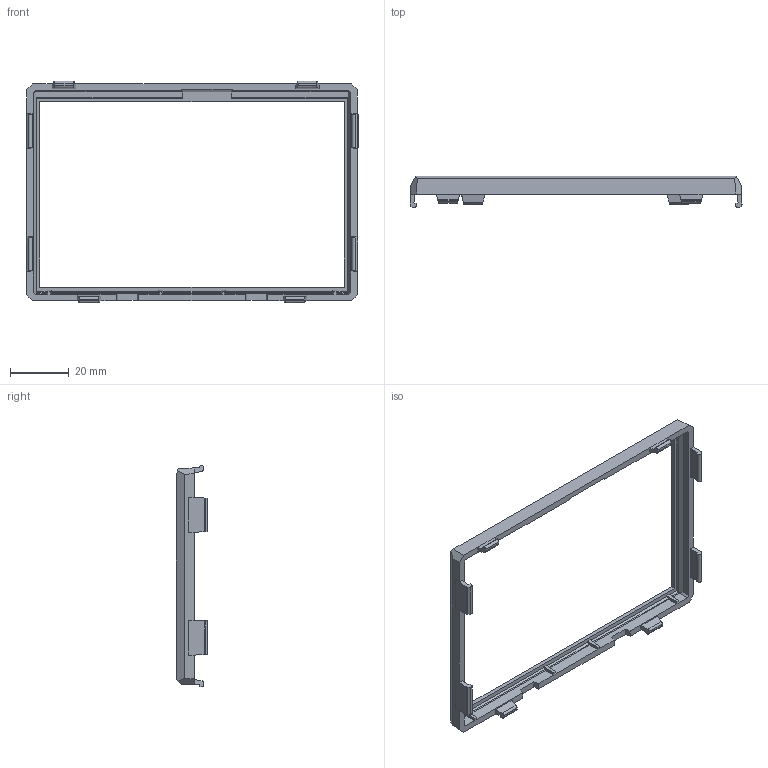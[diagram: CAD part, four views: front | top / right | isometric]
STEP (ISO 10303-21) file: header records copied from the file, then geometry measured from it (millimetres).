
FILE_DESCRIPTION (( 'STEP AP214' ), '1' );
FILE_NAME ('NTC-100093_PocketCHIP_Bezel_06-14-2016_r1.3.STEP', '2016-06-14T19:31:46', ( '' ), ( '' ), 'SwSTEP 2.0', 'SolidWorks 2015', '' );
FILE_SCHEMA (( 'AUTOMOTIVE_DESIGN' ));
Length unit declared in the file: millimetre
Products named in the file (1): NTC-100093_PocketCHIP_Bezel_06-14-2016_r1.3
Bounding box: 113.03 x 10.75 x 75.47 mm (x, y, z)
Volume: 6480.5 mm3; surface area: 7961.7 mm2
Topology: 1 solids, 1 shells, 175 faces, 499 edges, 326 vertices
Faces by surface type: plane 142, cylinder 24, bspline 9
Entity records: 5790 total; most frequent: CARTESIAN_POINT 1433, ORIENTED_EDGE 998, DIRECTION 754, EDGE_CURVE 499, LINE 420, VECTOR 420, VERTEX_POINT 326, EDGE_LOOP 177
